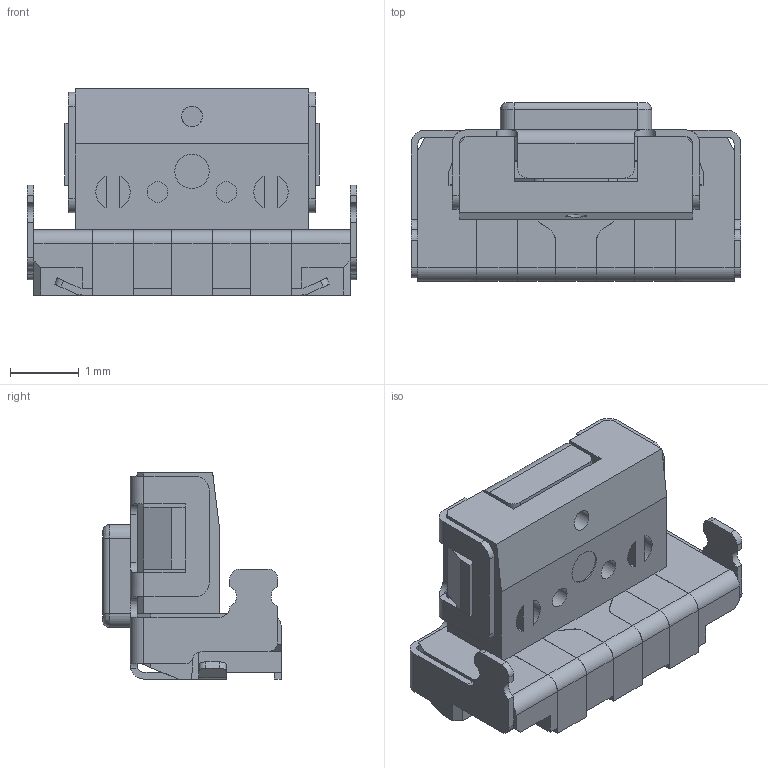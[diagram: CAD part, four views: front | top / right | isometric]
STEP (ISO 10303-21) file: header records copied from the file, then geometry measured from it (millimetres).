
FILE_DESCRIPTION( ( 'STEP AP214' ), '1' );
FILE_NAME( 'psolqas_18160_0.stp', '2021-04-14T07:56:49', ( 'License CC BY-ND 4.0' ), ( 'CADENAS' ), ' ', 'PARTsolutions', ' ' );
FILE_SCHEMA( ( 'AUTOMOTIVE_DESIGN { 1 0 10303 214 1 1 1 1 }' ) );
Length unit declared in the file: metre
Products named in the file (1): 1
Bounding box: 4.8 x 2.6 x 3 mm (x, y, z)
Volume: 15.8 mm3; surface area: 113.2 mm2
Topology: 1 solids, 1 shells, 449 faces, 1267 edges, 809 vertices
Faces by surface type: plane 296, cylinder 145, bspline 4, sphere 3, torus 1
Full cylindrical faces by diameter (mm): 0.3 x3, 0.5 x1, 0.7 x1, 1 x1, 2.5 x1
Entity records: 14521 total; most frequent: CARTESIAN_POINT 2722, ORIENTED_EDGE 2506, DIRECTION 2435, EDGE_CURVE 1253, LINE 915, VECTOR 915, VERTEX_POINT 806, AXIS2_PLACEMENT_3D 760
